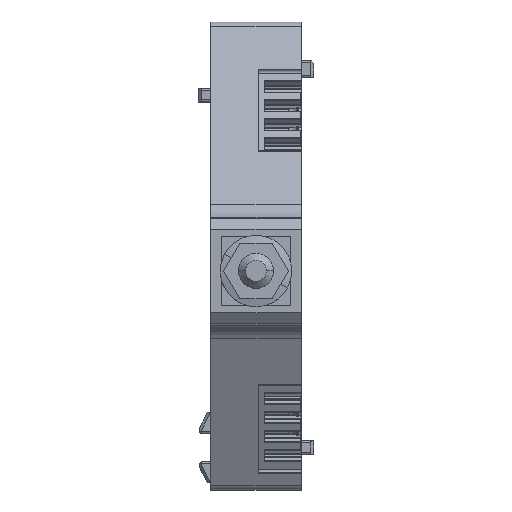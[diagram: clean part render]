
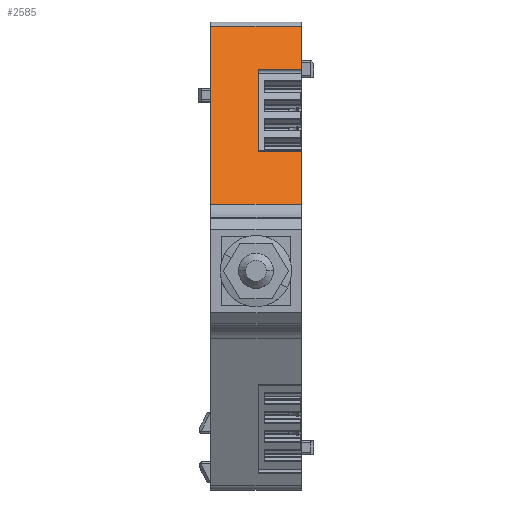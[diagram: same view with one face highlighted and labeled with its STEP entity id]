
A CAD part, top view. The second image highlights one B-rep face of the part: STEP entity #2585.
In plain terms, the highlighted planar face has unit normal (0, 0.478, 0.878).
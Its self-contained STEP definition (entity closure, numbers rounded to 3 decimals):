
#2517=AXIS2_PLACEMENT_3D('Plane Axis2P3D',#2514,#2515,#2516) ;
#2514=CARTESIAN_POINT('Axis2P3D Location',(8.3,38.8,31.094)) ;
#2519=CARTESIAN_POINT('Line Origine',(1.8,53.631,23.028)) ;
#2523=CARTESIAN_POINT('Vertex',(1.8,40.889,29.958)) ;
#2525=CARTESIAN_POINT('Vertex',(1.8,66.373,16.098)) ;
#2528=CARTESIAN_POINT('Line Origine',(8.3,40.889,29.958)) ;
#2532=CARTESIAN_POINT('Vertex',(14.8,40.889,29.958)) ;
#2535=CARTESIAN_POINT('Line Origine',(14.8,44.683,27.894)) ;
#2539=CARTESIAN_POINT('Vertex',(14.8,48.478,25.83)) ;
#2542=CARTESIAN_POINT('Line Origine',(11.7,48.478,25.83)) ;
#2546=CARTESIAN_POINT('Vertex',(8.6,48.478,25.83)) ;
#2549=CARTESIAN_POINT('Line Origine',(8.6,54.364,22.629)) ;
#2553=CARTESIAN_POINT('Vertex',(8.6,60.25,19.428)) ;
#2556=CARTESIAN_POINT('Line Origine',(11.7,60.25,19.428)) ;
#2560=CARTESIAN_POINT('Vertex',(14.8,60.25,19.428)) ;
#2563=CARTESIAN_POINT('Line Origine',(14.8,63.311,17.763)) ;
#2567=CARTESIAN_POINT('Vertex',(14.8,66.373,16.098)) ;
#2570=CARTESIAN_POINT('Line Origine',(8.3,66.373,16.098)) ;
#2515=DIRECTION('Axis2P3D Direction',(0.,-0.478,-0.878)) ;
#2516=DIRECTION('Axis2P3D XDirection',(0.,0.878,-0.478)) ;
#2520=DIRECTION('Vector Direction',(0.,0.878,-0.478)) ;
#2529=DIRECTION('Vector Direction',(1.,0.,0.)) ;
#2536=DIRECTION('Vector Direction',(0.,0.878,-0.478)) ;
#2543=DIRECTION('Vector Direction',(-1.,0.,0.)) ;
#2550=DIRECTION('Vector Direction',(0.,0.878,-0.478)) ;
#2557=DIRECTION('Vector Direction',(-1.,0.,0.)) ;
#2564=DIRECTION('Vector Direction',(0.,0.878,-0.478)) ;
#2571=DIRECTION('Vector Direction',(1.,0.,0.)) ;
#2521=VECTOR('Line Direction',#2520,1.) ;
#2530=VECTOR('Line Direction',#2529,1.) ;
#2537=VECTOR('Line Direction',#2536,1.) ;
#2544=VECTOR('Line Direction',#2543,1.) ;
#2551=VECTOR('Line Direction',#2550,1.) ;
#2558=VECTOR('Line Direction',#2557,1.) ;
#2565=VECTOR('Line Direction',#2564,1.) ;
#2572=VECTOR('Line Direction',#2571,1.) ;
#2576=ORIENTED_EDGE('',*,*,#2527,.F.) ;
#2577=ORIENTED_EDGE('',*,*,#2534,.F.) ;
#2578=ORIENTED_EDGE('',*,*,#2541,.F.) ;
#2579=ORIENTED_EDGE('',*,*,#2548,.T.) ;
#2580=ORIENTED_EDGE('',*,*,#2555,.T.) ;
#2581=ORIENTED_EDGE('',*,*,#2562,.F.) ;
#2582=ORIENTED_EDGE('',*,*,#2569,.F.) ;
#2583=ORIENTED_EDGE('',*,*,#2574,.F.) ;
#2585=ADVANCED_FACE('Hauptk\X2\00F6\X0\rper',(#2584),#2518,.F.) ;
#2527=EDGE_CURVE('',#2524,#2526,#2522,.T.) ;
#2534=EDGE_CURVE('',#2533,#2524,#2531,.F.) ;
#2541=EDGE_CURVE('',#2540,#2533,#2538,.F.) ;
#2548=EDGE_CURVE('',#2540,#2547,#2545,.T.) ;
#2555=EDGE_CURVE('',#2547,#2554,#2552,.T.) ;
#2562=EDGE_CURVE('',#2561,#2554,#2559,.T.) ;
#2569=EDGE_CURVE('',#2568,#2561,#2566,.F.) ;
#2574=EDGE_CURVE('',#2526,#2568,#2573,.T.) ;
#2575=EDGE_LOOP('',(#2576,#2577,#2578,#2579,#2580,#2581,#2582,#2583)) ;
#2584=FACE_OUTER_BOUND('',#2575,.T.) ;
#2522=LINE('Line',#2519,#2521) ;
#2531=LINE('Line',#2528,#2530) ;
#2538=LINE('Line',#2535,#2537) ;
#2545=LINE('Line',#2542,#2544) ;
#2552=LINE('Line',#2549,#2551) ;
#2559=LINE('Line',#2556,#2558) ;
#2566=LINE('Line',#2563,#2565) ;
#2573=LINE('Line',#2570,#2572) ;
#2518=PLANE('',#2517) ;
#2524=VERTEX_POINT('',#2523) ;
#2526=VERTEX_POINT('',#2525) ;
#2533=VERTEX_POINT('',#2532) ;
#2540=VERTEX_POINT('',#2539) ;
#2547=VERTEX_POINT('',#2546) ;
#2554=VERTEX_POINT('',#2553) ;
#2561=VERTEX_POINT('',#2560) ;
#2568=VERTEX_POINT('',#2567) ;
